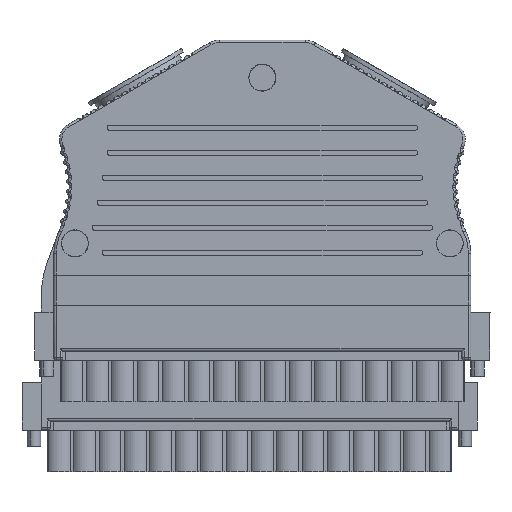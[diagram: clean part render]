
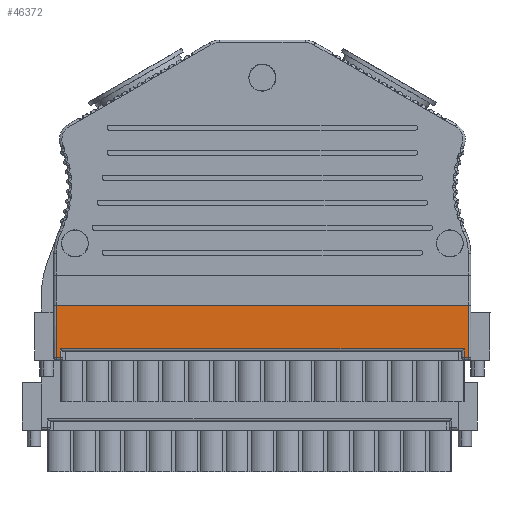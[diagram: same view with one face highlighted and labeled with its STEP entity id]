
A CAD part, front view. The second image highlights one B-rep face of the part: STEP entity #46372.
In plain terms, the highlighted planar face has unit normal (0, -1, 0).
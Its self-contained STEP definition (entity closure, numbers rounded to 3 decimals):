
#42833=AXIS2_PLACEMENT_3D('Plane Axis2P3D',#42830,#42831,#42832) ;
#42509=CARTESIAN_POINT('Line Origine',(7.675,0.,28.095)) ;
#42513=CARTESIAN_POINT('Vertex',(7.675,0.,24.6)) ;
#42515=CARTESIAN_POINT('Vertex',(7.675,0.,22.84)) ;
#42830=CARTESIAN_POINT('Axis2P3D Location',(48.075,0.,16.35)) ;
#45211=CARTESIAN_POINT('Vertex',(89.285,0.,22.84)) ;
#45413=CARTESIAN_POINT('Vertex',(6.865,0.,22.84)) ;
#45929=CARTESIAN_POINT('Vertex',(88.475,0.,22.84)) ;
#45972=CARTESIAN_POINT('Line Origine',(48.075,0.,22.84)) ;
#45988=CARTESIAN_POINT('Vertex',(89.285,0.,33.35)) ;
#45991=CARTESIAN_POINT('Line Origine',(89.285,0.,54.35)) ;
#46013=CARTESIAN_POINT('Vertex',(6.865,0.,33.35)) ;
#46016=CARTESIAN_POINT('Line Origine',(48.075,0.,33.35)) ;
#46032=CARTESIAN_POINT('Line Origine',(6.865,0.,54.35)) ;
#46055=CARTESIAN_POINT('Line Origine',(88.475,0.,28.095)) ;
#46059=CARTESIAN_POINT('Vertex',(88.475,0.,24.6)) ;
#46082=CARTESIAN_POINT('Line Origine',(48.075,0.,22.84)) ;
#46357=CARTESIAN_POINT('Line Origine',(48.075,0.,24.6)) ;
#42510=DIRECTION('Vector Direction',(0.,0.,-1.)) ;
#42831=DIRECTION('Axis2P3D Direction',(0.,-1.,0.)) ;
#42832=DIRECTION('Axis2P3D XDirection',(1.,0.,0.)) ;
#45973=DIRECTION('Vector Direction',(1.,0.,0.)) ;
#45992=DIRECTION('Vector Direction',(0.,0.,-1.)) ;
#46017=DIRECTION('Vector Direction',(1.,0.,0.)) ;
#46033=DIRECTION('Vector Direction',(0.,0.,-1.)) ;
#46056=DIRECTION('Vector Direction',(0.,0.,1.)) ;
#46083=DIRECTION('Vector Direction',(1.,0.,0.)) ;
#46358=DIRECTION('Vector Direction',(1.,0.,0.)) ;
#42511=VECTOR('Line Direction',#42510,1.) ;
#45974=VECTOR('Line Direction',#45973,1.) ;
#45993=VECTOR('Line Direction',#45992,1.) ;
#46018=VECTOR('Line Direction',#46017,1.) ;
#46034=VECTOR('Line Direction',#46033,1.) ;
#46057=VECTOR('Line Direction',#46056,1.) ;
#46084=VECTOR('Line Direction',#46083,1.) ;
#46359=VECTOR('Line Direction',#46358,1.) ;
#46363=ORIENTED_EDGE('',*,*,#45976,.T.) ;
#46364=ORIENTED_EDGE('',*,*,#45995,.T.) ;
#46365=ORIENTED_EDGE('',*,*,#46020,.F.) ;
#46366=ORIENTED_EDGE('',*,*,#46036,.T.) ;
#46367=ORIENTED_EDGE('',*,*,#46086,.T.) ;
#46368=ORIENTED_EDGE('',*,*,#42517,.F.) ;
#46369=ORIENTED_EDGE('',*,*,#46361,.F.) ;
#46370=ORIENTED_EDGE('',*,*,#46061,.F.) ;
#46372=ADVANCED_FACE('Clamshell_Housing',(#46371),#42834,.T.) ;
#42517=EDGE_CURVE('',#42514,#42516,#42512,.T.) ;
#45976=EDGE_CURVE('',#45930,#45212,#45975,.T.) ;
#45995=EDGE_CURVE('',#45212,#45989,#45994,.F.) ;
#46020=EDGE_CURVE('',#46014,#45989,#46019,.T.) ;
#46036=EDGE_CURVE('',#46014,#45414,#46035,.T.) ;
#46061=EDGE_CURVE('',#45930,#46060,#46058,.T.) ;
#46086=EDGE_CURVE('',#45414,#42516,#46085,.T.) ;
#46361=EDGE_CURVE('',#46060,#42514,#46360,.F.) ;
#46362=EDGE_LOOP('',(#46363,#46364,#46365,#46366,#46367,#46368,#46369,#46370)) ;
#46371=FACE_OUTER_BOUND('',#46362,.T.) ;
#42512=LINE('Line',#42509,#42511) ;
#45975=LINE('Line',#45972,#45974) ;
#45994=LINE('Line',#45991,#45993) ;
#46019=LINE('Line',#46016,#46018) ;
#46035=LINE('Line',#46032,#46034) ;
#46058=LINE('Line',#46055,#46057) ;
#46085=LINE('Line',#46082,#46084) ;
#46360=LINE('Line',#46357,#46359) ;
#42834=PLANE('',#42833) ;
#42514=VERTEX_POINT('',#42513) ;
#42516=VERTEX_POINT('',#42515) ;
#45212=VERTEX_POINT('',#45211) ;
#45414=VERTEX_POINT('',#45413) ;
#45930=VERTEX_POINT('',#45929) ;
#45989=VERTEX_POINT('',#45988) ;
#46014=VERTEX_POINT('',#46013) ;
#46060=VERTEX_POINT('',#46059) ;
